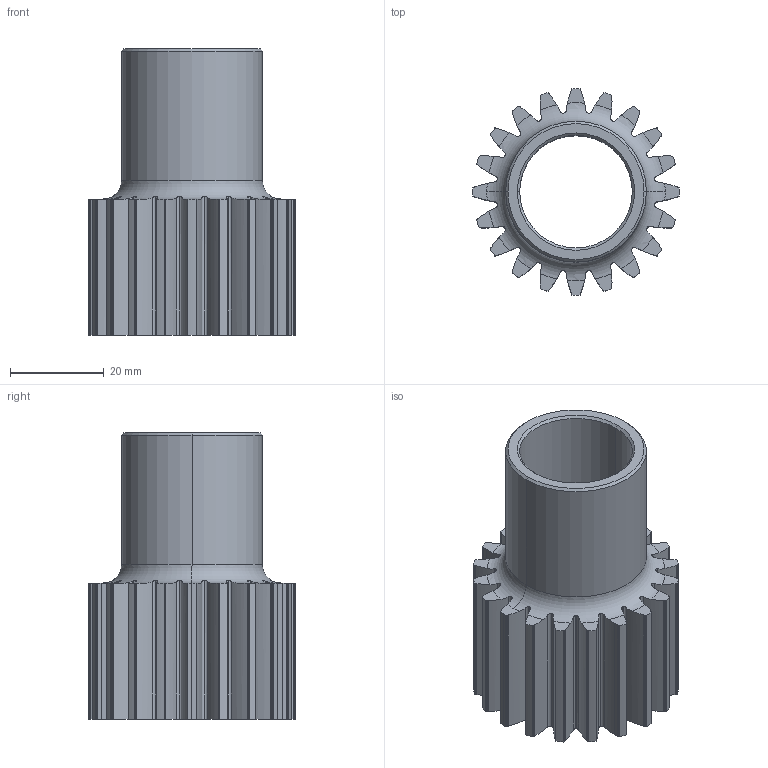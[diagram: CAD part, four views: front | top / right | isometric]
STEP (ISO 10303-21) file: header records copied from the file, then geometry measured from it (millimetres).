
FILE_DESCRIPTION (( 'STEP AP214' ), '1' );
FILE_NAME ('PIGNON LPI2.STEP', '2023-02-23T13:18:03', ( '' ), ( '' ), 'SwSTEP 2.0', 'SolidWorks 2021', '' );
FILE_SCHEMA (( 'AUTOMOTIVE_DESIGN' ));
Length unit declared in the file: millimetre
Products named in the file (1): PIGNON LPI2
Bounding box: 44 x 44 x 61 mm (x, y, z)
Volume: 31254.5 mm3; surface area: 16568.4 mm2
Topology: 1 solids, 1 shells, 365 faces, 1081 edges, 718 vertices
Faces by surface type: bspline 160, cylinder 135, plane 62, cone 6, torus 2
Entity records: 13305 total; most frequent: CARTESIAN_POINT 4705, ORIENTED_EDGE 2162, DIRECTION 1257, EDGE_CURVE 1081, VERTEX_POINT 718, B_SPLINE_CURVE_WITH_KNOTS 488, AXIS2_PLACEMENT_3D 458, EDGE_LOOP 367
